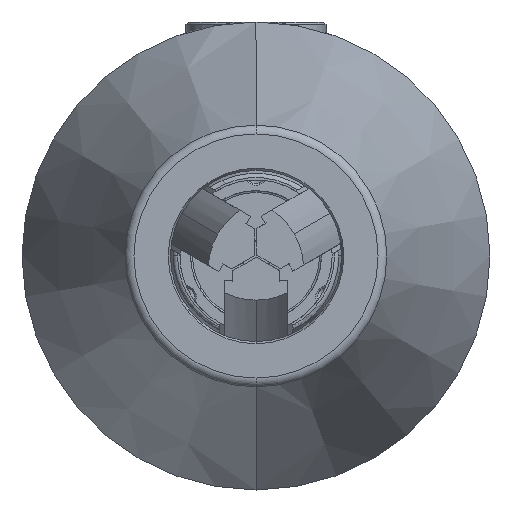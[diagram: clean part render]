
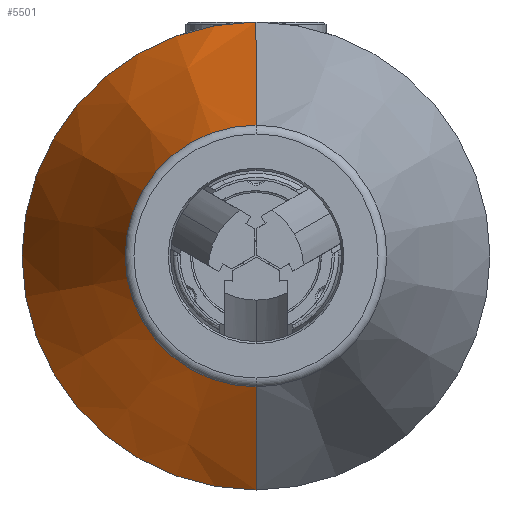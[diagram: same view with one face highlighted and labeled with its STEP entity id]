
A CAD part, front view. The second image highlights one B-rep face of the part: STEP entity #5501.
In plain terms, the highlighted conical face has half-angle 20 degrees and reference radius 25.05 mm.
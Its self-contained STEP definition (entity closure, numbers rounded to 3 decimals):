
#1586 = EDGE_LOOP ( 'NONE', ( #17260, #18068, #26458, #21272 ) ) ;
#2044 = CARTESIAN_POINT ( 'NONE',  ( 0., 44., 25.05 ) ) ;
#2095 = DIRECTION ( 'NONE',  ( 0., -1., 0. ) ) ;
#2230 = AXIS2_PLACEMENT_3D ( 'NONE', #17335, #2095, #19903 ) ;
#3482 = LINE ( 'NONE', #2044, #22993 ) ;
#3785 = VERTEX_POINT ( 'NONE', #15082 ) ;
#4131 = CARTESIAN_POINT ( 'NONE',  ( 0., 44., 0. ) ) ;
#5092 = LINE ( 'NONE', #30163, #31400 ) ;
#5119 = FACE_OUTER_BOUND ( 'NONE', #1586, .T. ) ;
#5306 = CIRCLE ( 'NONE', #2230, 14.006 ) ;
#5501 = ADVANCED_FACE ( 'NONE', ( #5119 ), #17029, .T. ) ;
#6677 = DIRECTION ( 'NONE',  ( 0., 0., -1. ) ) ;
#7161 = DIRECTION ( 'NONE',  ( 0., -0.94, 0.342 ) ) ;
#9743 = CARTESIAN_POINT ( 'NONE',  ( 0., 44., -25.05 ) ) ;
#10583 = CARTESIAN_POINT ( 'NONE',  ( 0., 74.342, 14.006 ) ) ;
#12328 = DIRECTION ( 'NONE',  ( 0., -0.94, -0.342 ) ) ;
#13939 = VERTEX_POINT ( 'NONE', #9743 ) ;
#14993 = DIRECTION ( 'NONE',  ( 0., -1., 0. ) ) ;
#15082 = CARTESIAN_POINT ( 'NONE',  ( 0., 74.342, -14.006 ) ) ;
#15486 = AXIS2_PLACEMENT_3D ( 'NONE', #30268, #14993, #32823 ) ;
#17029 = CONICAL_SURFACE ( 'NONE', #27380, 25.05, 0.349 ) ;
#17260 = ORIENTED_EDGE ( 'NONE', *, *, #18570, .T. ) ;
#17335 = CARTESIAN_POINT ( 'NONE',  ( 0., 74.342, 0. ) ) ;
#18068 = ORIENTED_EDGE ( 'NONE', *, *, #25424, .T. ) ;
#18140 = VERTEX_POINT ( 'NONE', #10583 ) ;
#18570 = EDGE_CURVE ( 'NONE', #3785, #18140, #5306, .T. ) ;
#19903 = DIRECTION ( 'NONE',  ( 0., 0., -1. ) ) ;
#21272 = ORIENTED_EDGE ( 'NONE', *, *, #32239, .F. ) ;
#22921 = VERTEX_POINT ( 'NONE', #26566 ) ;
#22993 = VECTOR ( 'NONE', #7161, 1000. ) ;
#25424 = EDGE_CURVE ( 'NONE', #18140, #22921, #3482, .T. ) ;
#26458 = ORIENTED_EDGE ( 'NONE', *, *, #30547, .F. ) ;
#26566 = CARTESIAN_POINT ( 'NONE',  ( 0., 44., 25.05 ) ) ;
#27380 = AXIS2_PLACEMENT_3D ( 'NONE', #4131, #29633, #6677 ) ;
#28670 = CIRCLE ( 'NONE', #15486, 25.05 ) ;
#29633 = DIRECTION ( 'NONE',  ( 0., -1., 0. ) ) ;
#30163 = CARTESIAN_POINT ( 'NONE',  ( 0., 44., -25.05 ) ) ;
#30268 = CARTESIAN_POINT ( 'NONE',  ( 0., 44., 0. ) ) ;
#30547 = EDGE_CURVE ( 'NONE', #13939, #22921, #28670, .T. ) ;
#31400 = VECTOR ( 'NONE', #12328, 1000. ) ;
#32239 = EDGE_CURVE ( 'NONE', #3785, #13939, #5092, .T. ) ;
#32823 = DIRECTION ( 'NONE',  ( 0., 0., -1. ) ) ;
